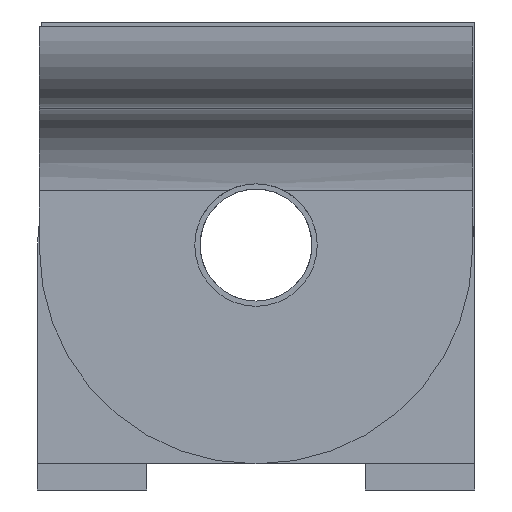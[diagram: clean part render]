
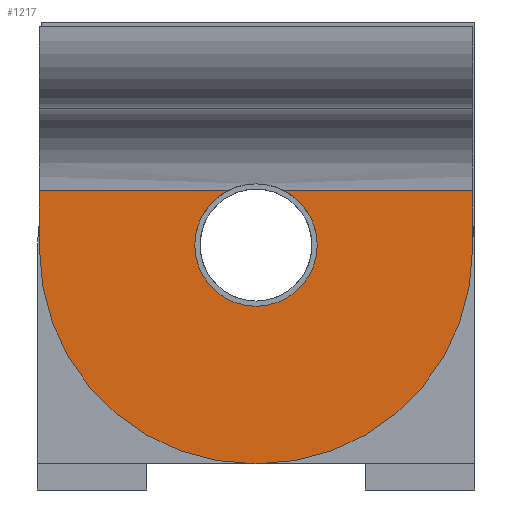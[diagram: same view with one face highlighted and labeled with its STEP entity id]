
A CAD part, left-side view. The second image highlights one B-rep face of the part: STEP entity #1217.
In plain terms, the highlighted planar face has unit normal (-1, 0, 0).
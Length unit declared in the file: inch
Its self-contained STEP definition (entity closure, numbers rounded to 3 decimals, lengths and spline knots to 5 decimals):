
#991=CARTESIAN_POINT('',(-0.657,0.14,0.5));
#992=VERTEX_POINT('',#991);
#1008=CARTESIAN_POINT('',(-0.657,-0.14,0.5));
#1009=VERTEX_POINT('',#1008);
#1016=CARTESIAN_POINT('',(-0.657,-0.06499,0.624));
#1017=VERTEX_POINT('',#1016);
#1018=CARTESIAN_POINT('',(-0.657,0.,0.5));
#1019=DIRECTION('',(1.0,0.0,0.0));
#1020=DIRECTION('',(0.0,1.0,0.0));
#1021=AXIS2_PLACEMENT_3D('',#1018,#1019,#1020);
#1022=CIRCLE('',#1021,0.14);
#1023=EDGE_CURVE('',#1017,#1009,#1022,.T.);
#1025=CARTESIAN_POINT('',(-0.657,0.06499,0.624));
#1026=VERTEX_POINT('',#1025);
#1036=CARTESIAN_POINT('',(-0.657,0.,0.5));
#1037=DIRECTION('',(1.0,0.0,0.0));
#1038=DIRECTION('',(0.0,1.0,0.0));
#1039=AXIS2_PLACEMENT_3D('',#1036,#1037,#1038);
#1040=CIRCLE('',#1039,0.14);
#1041=EDGE_CURVE('',#992,#1026,#1040,.T.);
#1052=CARTESIAN_POINT('',(-0.657,0.,0.5));
#1053=DIRECTION('',(1.0,0.0,0.0));
#1054=DIRECTION('',(0.0,1.0,0.0));
#1055=AXIS2_PLACEMENT_3D('',#1052,#1053,#1054);
#1056=CIRCLE('',#1055,0.14);
#1057=EDGE_CURVE('',#1009,#992,#1056,.T.);
#1151=CARTESIAN_POINT('',(-0.657,0.495,0.));
#1152=DIRECTION('',(-1.0,0.0,0.0));
#1153=DIRECTION('',(0.0,0.0,1.0));
#1154=AXIS2_PLACEMENT_3D('',#1151,#1152,#1153);
#1155=PLANE('',#1154);
#1156=ORIENTED_EDGE('',*,*,#1023,.T.);
#1157=ORIENTED_EDGE('',*,*,#1057,.T.);
#1158=ORIENTED_EDGE('',*,*,#1041,.T.);
#1159=CARTESIAN_POINT('',(-0.657,0.495,0.624));
#1160=VERTEX_POINT('',#1159);
#1161=CARTESIAN_POINT('',(-0.657,0.495,0.624));
#1162=DIRECTION('',(0.0,-1.0,0.0));
#1163=VECTOR('',#1162,0.43001);
#1164=LINE('',#1161,#1163);
#1165=EDGE_CURVE('',#1160,#1026,#1164,.T.);
#1166=ORIENTED_EDGE('',*,*,#1165,.F.);
#1167=CARTESIAN_POINT('',(-0.657,0.495,0.49));
#1168=VERTEX_POINT('',#1167);
#1169=CARTESIAN_POINT('',(-0.657,0.495,0.49));
#1170=DIRECTION('',(0.0,0.0,1.0));
#1171=VECTOR('',#1170,0.134);
#1172=LINE('',#1169,#1171);
#1173=EDGE_CURVE('',#1168,#1160,#1172,.T.);
#1174=ORIENTED_EDGE('',*,*,#1173,.F.);
#1175=CARTESIAN_POINT('',(-0.657,0.005,0.));
#1176=VERTEX_POINT('',#1175);
#1177=CARTESIAN_POINT('',(-0.657,0.005,0.49));
#1178=DIRECTION('',(1.0,0.,0.));
#1179=DIRECTION('',(0.,0.707,-0.707));
#1180=AXIS2_PLACEMENT_3D('',#1177,#1178,#1179);
#1181=CIRCLE('',#1180,0.49);
#1182=EDGE_CURVE('',#1176,#1168,#1181,.T.);
#1183=ORIENTED_EDGE('',*,*,#1182,.F.);
#1184=CARTESIAN_POINT('',(-0.657,-0.005,0.));
#1185=VERTEX_POINT('',#1184);
#1186=CARTESIAN_POINT('',(-0.657,0.005,0.));
#1187=DIRECTION('',(0.0,-1.0,0.0));
#1188=VECTOR('',#1187,0.01);
#1189=LINE('',#1186,#1188);
#1190=EDGE_CURVE('',#1176,#1185,#1189,.T.);
#1191=ORIENTED_EDGE('',*,*,#1190,.T.);
#1192=CARTESIAN_POINT('',(-0.657,-0.495,0.49));
#1193=VERTEX_POINT('',#1192);
#1194=CARTESIAN_POINT('',(-0.657,-0.005,0.49));
#1195=DIRECTION('',(1.0,0.,0.));
#1196=DIRECTION('',(0.,-0.707,-0.707));
#1197=AXIS2_PLACEMENT_3D('',#1194,#1195,#1196);
#1198=CIRCLE('',#1197,0.49);
#1199=EDGE_CURVE('',#1193,#1185,#1198,.T.);
#1200=ORIENTED_EDGE('',*,*,#1199,.F.);
#1201=CARTESIAN_POINT('',(-0.657,-0.495,0.624));
#1202=VERTEX_POINT('',#1201);
#1203=CARTESIAN_POINT('',(-0.657,-0.495,0.49));
#1204=DIRECTION('',(0.0,0.0,1.0));
#1205=VECTOR('',#1204,0.134);
#1206=LINE('',#1203,#1205);
#1207=EDGE_CURVE('',#1193,#1202,#1206,.T.);
#1208=ORIENTED_EDGE('',*,*,#1207,.T.);
#1209=CARTESIAN_POINT('',(-0.657,-0.06499,0.624));
#1210=DIRECTION('',(0.0,-1.0,0.0));
#1211=VECTOR('',#1210,0.43001);
#1212=LINE('',#1209,#1211);
#1213=EDGE_CURVE('',#1017,#1202,#1212,.T.);
#1214=ORIENTED_EDGE('',*,*,#1213,.F.);
#1215=EDGE_LOOP('',(#1156,#1157,#1158,#1166,#1174,#1183,#1191,#1200,#1208,#1214));
#1216=FACE_OUTER_BOUND('',#1215,.T.);
#1217=ADVANCED_FACE('',(#1216),#1155,.T.);
